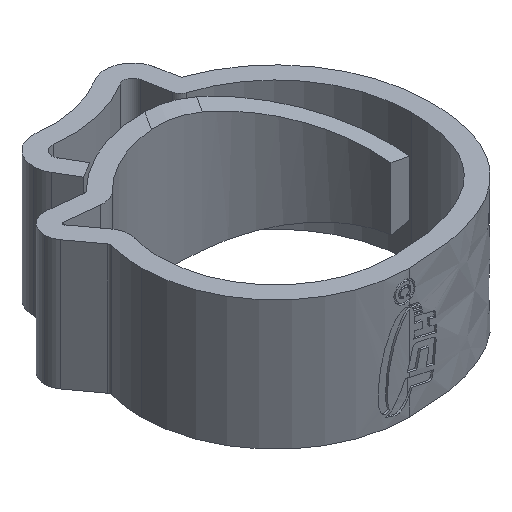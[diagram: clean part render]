
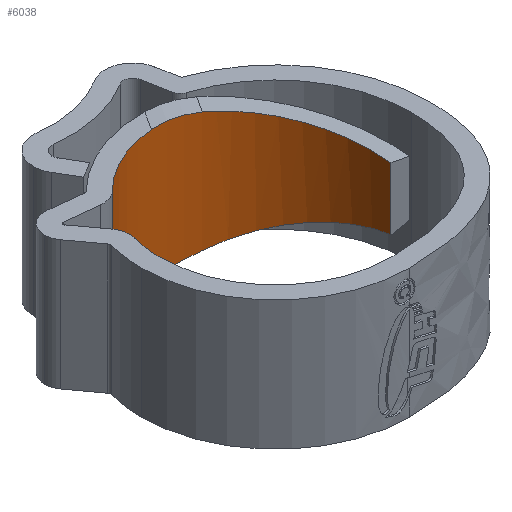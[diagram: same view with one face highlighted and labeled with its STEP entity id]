
A CAD part, isometric view. The second image highlights one B-rep face of the part: STEP entity #6038.
In plain terms, the highlighted cylindrical face has radius 6.25 mm (diameter 12.5 mm), a partial arc.
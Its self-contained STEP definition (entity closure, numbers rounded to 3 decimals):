
#68 = CARTESIAN_POINT ( 'NONE',  ( 0., 0., 3.5 ) ) ;
#120 = AXIS2_PLACEMENT_3D ( 'NONE', #6740, #4610, #5079 ) ;
#133 = ORIENTED_EDGE ( 'NONE', *, *, #3341, .T. ) ;
#138 = FACE_OUTER_BOUND ( 'NONE', #406, .T. ) ;
#257 = CARTESIAN_POINT ( 'NONE',  ( 0.354, 6.254, 3.483 ) ) ;
#261 = VERTEX_POINT ( 'NONE', #5844 ) ;
#306 = ORIENTED_EDGE ( 'NONE', *, *, #5346, .T. ) ;
#307 = CARTESIAN_POINT ( 'NONE',  ( 6.25, 2.792, 2.036 ) ) ;
#406 = EDGE_LOOP ( 'NONE', ( #2055, #133, #306, #757, #3715, #2825, #4627, #6904 ) ) ;
#606 = CARTESIAN_POINT ( 'NONE',  ( 1.965, 5.933, 3.248 ) ) ;
#757 = ORIENTED_EDGE ( 'NONE', *, *, #5498, .F. ) ;
#776 = VERTEX_POINT ( 'NONE', #835 ) ;
#831 = CARTESIAN_POINT ( 'NONE',  ( 4.615, 5.055, 2.629 ) ) ;
#835 = CARTESIAN_POINT ( 'NONE',  ( 1.965, 5.933, -3.248 ) ) ;
#874 = CARTESIAN_POINT ( 'NONE',  ( -0.488, 6.231, 3.5 ) ) ;
#895 = CARTESIAN_POINT ( 'NONE',  ( -4.419, 4.419, 3.5 ) ) ;
#1079 =( BOUNDED_CURVE ( )  B_SPLINE_CURVE ( 3, ( #3629, #1934, #4136, #6363 ),
 .UNSPECIFIED., .F., .T. ) 
 B_SPLINE_CURVE_WITH_KNOTS ( ( 4, 4 ),
 ( 1.323, 2.574 ),
 .UNSPECIFIED. ) 
 CURVE ( )  GEOMETRIC_REPRESENTATION_ITEM ( )  RATIONAL_B_SPLINE_CURVE ( ( 1., 0.874, 0.874, 1. ) ) 
 REPRESENTATION_ITEM ( '' )  );
#1101 = CARTESIAN_POINT ( 'NONE',  ( 1.167, 6.154, -3.403 ) ) ;
#1187 = AXIS2_PLACEMENT_3D ( 'NONE', #68, #5574, #2306 ) ;
#1727 = CARTESIAN_POINT ( 'NONE',  ( 0., 0., 3.5 ) ) ;
#1764 = VERTEX_POINT ( 'NONE', #2851 ) ;
#1934 = CARTESIAN_POINT ( 'NONE',  ( 4.615, 5.055, -2.629 ) ) ;
#1964 = CARTESIAN_POINT ( 'NONE',  ( 1.965, 5.933, 3.248 ) ) ;
#2012 = CIRCLE ( 'NONE', #120, 6.25 ) ;
#2023 = EDGE_CURVE ( 'NONE', #3900, #2902, #2012, .T. ) ;
#2055 = ORIENTED_EDGE ( 'NONE', *, *, #2023, .F. ) ;
#2224 = LINE ( 'NONE', #895, #4443 ) ;
#2277 = DIRECTION ( 'NONE',  ( 0., 0., 1. ) ) ;
#2306 = DIRECTION ( 'NONE',  ( -1., 0., 0. ) ) ;
#2522 = CARTESIAN_POINT ( 'NONE',  ( 1.965, 5.933, 3.248 ) ) ;
#2609 = EDGE_CURVE ( 'NONE', #261, #4696, #4269, .T. ) ;
#2650 = LINE ( 'NONE', #3705, #3174 ) ;
#2657 = CARTESIAN_POINT ( 'NONE',  ( 6.25, 0., -1.693 ) ) ;
#2797 = EDGE_CURVE ( 'NONE', #4696, #3585, #4417, .T. ) ;
#2825 = ORIENTED_EDGE ( 'NONE', *, *, #2797, .T. ) ;
#2851 = CARTESIAN_POINT ( 'NONE',  ( -4.419, 4.419, 3.5 ) ) ;
#2902 = VERTEX_POINT ( 'NONE', #3024 ) ;
#3024 = CARTESIAN_POINT ( 'NONE',  ( -4.419, 4.419, -3.5 ) ) ;
#3174 = VECTOR ( 'NONE', #3811, 1000. ) ;
#3268 = CARTESIAN_POINT ( 'NONE',  ( 1.965, 5.933, -3.248 ) ) ;
#3341 = EDGE_CURVE ( 'NONE', #3900, #776, #3456, .T. ) ;
#3430 = VERTEX_POINT ( 'NONE', #2657 ) ;
#3456 = B_SPLINE_CURVE_WITH_KNOTS ( 'NONE', 3,
 ( #3820, #6034, #3747, #1101, #3891, #3268 ),
 .UNSPECIFIED., .F., .F.,
 ( 4, 2, 4 ),
 ( 0., 0.001, 0.002 ),
 .UNSPECIFIED. ) ;
#3585 = VERTEX_POINT ( 'NONE', #874 ) ;
#3629 = CARTESIAN_POINT ( 'NONE',  ( 1.965, 5.933, -3.248 ) ) ;
#3647 = CARTESIAN_POINT ( 'NONE',  ( 1.575, 6.062, 3.339 ) ) ;
#3705 = CARTESIAN_POINT ( 'NONE',  ( 6.25, 0., 3.5 ) ) ;
#3715 = ORIENTED_EDGE ( 'NONE', *, *, #2609, .T. ) ;
#3747 = CARTESIAN_POINT ( 'NONE',  ( 0.346, 6.254, -3.483 ) ) ;
#3811 = DIRECTION ( 'NONE',  ( 0., 0., -1. ) ) ;
#3820 = CARTESIAN_POINT ( 'NONE',  ( -0.488, 6.231, -3.5 ) ) ;
#3891 = CARTESIAN_POINT ( 'NONE',  ( 1.575, 6.062, -3.339 ) ) ;
#3900 = VERTEX_POINT ( 'NONE', #6050 ) ;
#4136 = CARTESIAN_POINT ( 'NONE',  ( 6.25, 2.792, -2.036 ) ) ;
#4189 = AXIS2_PLACEMENT_3D ( 'NONE', #1727, #2277, #5057 ) ;
#4269 =( BOUNDED_CURVE ( )  B_SPLINE_CURVE ( 3, ( #5733, #307, #831, #1964 ),
 .UNSPECIFIED., .F., .F. ) 
 B_SPLINE_CURVE_WITH_KNOTS ( ( 4, 4 ),
 ( 0.567, 1.818 ),
 .UNSPECIFIED. ) 
 CURVE ( )  GEOMETRIC_REPRESENTATION_ITEM ( )  RATIONAL_B_SPLINE_CURVE ( ( 1., 0.874, 0.874, 1. ) ) 
 REPRESENTATION_ITEM ( '' )  );
#4301 = EDGE_CURVE ( 'NONE', #1764, #2902, #2224, .T. ) ;
#4417 = B_SPLINE_CURVE_WITH_KNOTS ( 'NONE', 3,
 ( #2522, #3647, #4766, #257, #4732, #6416 ),
 .UNSPECIFIED., .F., .F.,
 ( 4, 2, 4 ),
 ( 0., 0.001, 0.002 ),
 .UNSPECIFIED. ) ;
#4443 = VECTOR ( 'NONE', #7179, 1000. ) ;
#4610 = DIRECTION ( 'NONE',  ( 0., 0., 1. ) ) ;
#4627 = ORIENTED_EDGE ( 'NONE', *, *, #7199, .T. ) ;
#4696 = VERTEX_POINT ( 'NONE', #606 ) ;
#4732 = CARTESIAN_POINT ( 'NONE',  ( -0.069, 6.264, 3.5 ) ) ;
#4766 = CARTESIAN_POINT ( 'NONE',  ( 1.175, 6.153, 3.402 ) ) ;
#5057 = DIRECTION ( 'NONE',  ( 1., 0., 0. ) ) ;
#5079 = DIRECTION ( 'NONE',  ( 1., 0., 0. ) ) ;
#5346 = EDGE_CURVE ( 'NONE', #776, #3430, #1079, .T. ) ;
#5498 = EDGE_CURVE ( 'NONE', #261, #3430, #2650, .T. ) ;
#5574 = DIRECTION ( 'NONE',  ( 0., 0., -1. ) ) ;
#5610 = CYLINDRICAL_SURFACE ( 'NONE', #1187, 6.25 ) ;
#5733 = CARTESIAN_POINT ( 'NONE',  ( 6.25, 0., 1.693 ) ) ;
#5844 = CARTESIAN_POINT ( 'NONE',  ( 6.25, 0., 1.693 ) ) ;
#6034 = CARTESIAN_POINT ( 'NONE',  ( -0.069, 6.264, -3.5 ) ) ;
#6038 = ADVANCED_FACE ( 'NONE', ( #138 ), #5610, .F. ) ;
#6050 = CARTESIAN_POINT ( 'NONE',  ( -0.488, 6.231, -3.5 ) ) ;
#6363 = CARTESIAN_POINT ( 'NONE',  ( 6.25, 0., -1.693 ) ) ;
#6416 = CARTESIAN_POINT ( 'NONE',  ( -0.488, 6.231, 3.5 ) ) ;
#6740 = CARTESIAN_POINT ( 'NONE',  ( 0., 0., -3.5 ) ) ;
#6868 = CIRCLE ( 'NONE', #4189, 6.25 ) ;
#6904 = ORIENTED_EDGE ( 'NONE', *, *, #4301, .T. ) ;
#7179 = DIRECTION ( 'NONE',  ( 0., 0., -1. ) ) ;
#7199 = EDGE_CURVE ( 'NONE', #3585, #1764, #6868, .T. ) ;
